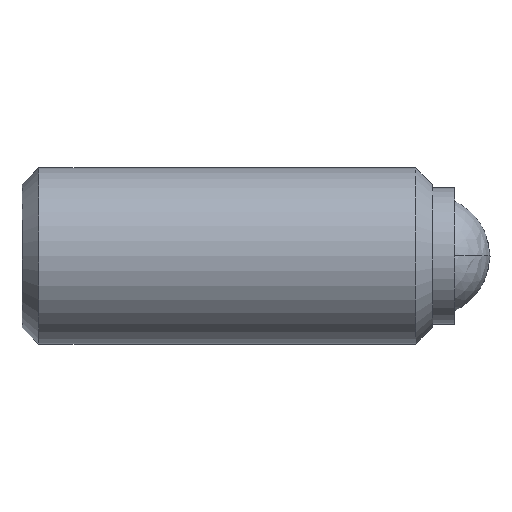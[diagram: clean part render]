
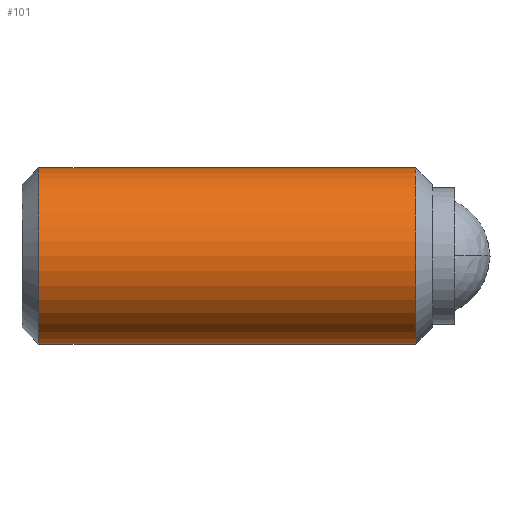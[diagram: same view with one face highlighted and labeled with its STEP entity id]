
A CAD part, top view. The second image highlights one B-rep face of the part: STEP entity #101.
In plain terms, the highlighted cylindrical face has radius 4 mm (diameter 8 mm), a partial arc.
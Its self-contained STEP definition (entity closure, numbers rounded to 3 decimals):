
#101 = ADVANCED_FACE( '', ( #159 ), #160, .T. );
#159 = FACE_OUTER_BOUND( '', #220, .T. );
#160 = CYLINDRICAL_SURFACE( '', #221, 4. );
#220 = EDGE_LOOP( '', ( #411, #412, #413, #414 ) );
#221 = AXIS2_PLACEMENT_3D( '', #415, #416, #417 );
#411 = ORIENTED_EDGE( '', *, *, #440, .T. );
#412 = ORIENTED_EDGE( '', *, *, #495, .F. );
#413 = ORIENTED_EDGE( '', *, *, #442, .T. );
#414 = ORIENTED_EDGE( '', *, *, #494, .T. );
#415 = CARTESIAN_POINT( '', ( 9.3, 0., 0. ) );
#416 = DIRECTION( '', ( 1., 0., 0. ) );
#417 = DIRECTION( '', ( 0., 1., 0. ) );
#440 = EDGE_CURVE( '', #505, #497, #506, .T. );
#442 = EDGE_CURVE( '', #500, #507, #509, .T. );
#494 = EDGE_CURVE( '', #507, #505, #592, .T. );
#495 = EDGE_CURVE( '', #500, #497, #593, .T. );
#497 = VERTEX_POINT( '', #595 );
#500 = VERTEX_POINT( '', #599 );
#505 = VERTEX_POINT( '', #605 );
#506 = LINE( '', #606, #607 );
#507 = VERTEX_POINT( '', #608 );
#509 = LINE( '', #610, #611 );
#592 = CIRCLE( '', #726, 4. );
#593 = CIRCLE( '', #727, 4. );
#595 = CARTESIAN_POINT( '', ( 0.767, 4., 0. ) );
#599 = CARTESIAN_POINT( '', ( 0.767, -4., 0. ) );
#605 = CARTESIAN_POINT( '', ( 17.833, 4., 0. ) );
#606 = CARTESIAN_POINT( '', ( 9.3, 4., 0. ) );
#607 = VECTOR( '', #737, 1. );
#608 = CARTESIAN_POINT( '', ( 17.833, -4., 0. ) );
#610 = CARTESIAN_POINT( '', ( 9.3, -4., 0. ) );
#611 = VECTOR( '', #741, 1. );
#726 = AXIS2_PLACEMENT_3D( '', #831, #832, #833 );
#727 = AXIS2_PLACEMENT_3D( '', #834, #835, #836 );
#737 = DIRECTION( '', ( -1., 0., 0. ) );
#741 = DIRECTION( '', ( 1., 0., 0. ) );
#831 = CARTESIAN_POINT( '', ( 17.833, 0., 0. ) );
#832 = DIRECTION( '', ( -1., 0., 0. ) );
#833 = DIRECTION( '', ( 0., 1., 0. ) );
#834 = CARTESIAN_POINT( '', ( 0.767, 0., 0. ) );
#835 = DIRECTION( '', ( -1., 0., 0. ) );
#836 = DIRECTION( '', ( 0., 1., 0. ) );
